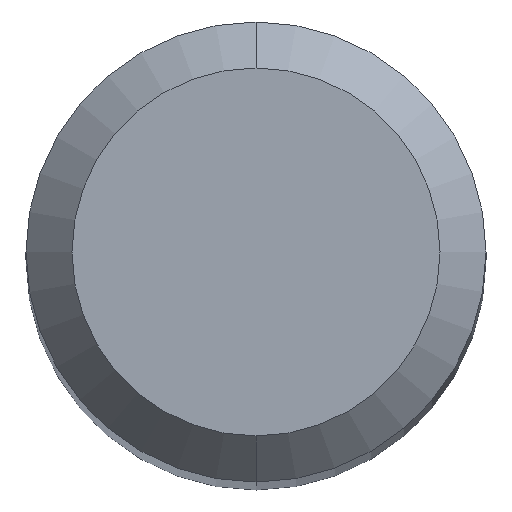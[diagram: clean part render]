
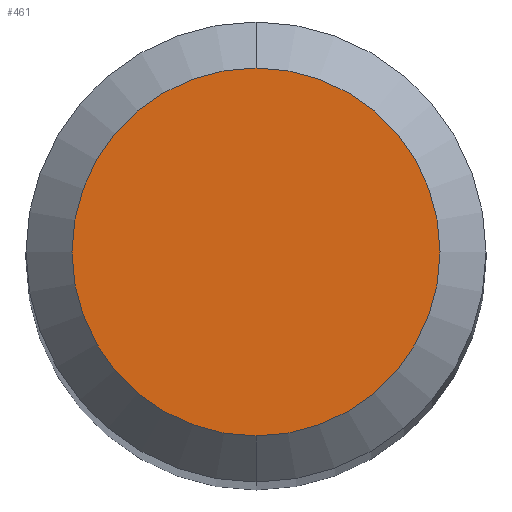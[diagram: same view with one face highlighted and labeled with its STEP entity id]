
A CAD part, top view. The second image highlights one B-rep face of the part: STEP entity #461.
In plain terms, the highlighted planar face has unit normal (0, 0, 1).
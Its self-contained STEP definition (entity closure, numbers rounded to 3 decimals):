
#225=EDGE_CURVE('',#349,#373,#536,.T.);
#271=EDGE_CURVE('',#373,#349,#586,.T.);
#349=VERTEX_POINT('',#670);
#373=VERTEX_POINT('',#697);
#461=ADVANCED_FACE('',(#796),#797,.T.);
#536=CIRCLE('',#895,1.2);
#586=CIRCLE('',#1025,1.2);
#670=CARTESIAN_POINT('',(0.,-1.2,0.0));
#697=CARTESIAN_POINT('',(0.0,1.2,0.0));
#796=FACE_OUTER_BOUND('',#1439,.T.);
#797=PLANE('',#1440);
#895=AXIS2_PLACEMENT_3D('',#1498,#1499,#1500);
#1025=AXIS2_PLACEMENT_3D('',#1549,#1550,#1551);
#1439=EDGE_LOOP('',(#1792,#1793));
#1440=AXIS2_PLACEMENT_3D('',#1794,#1795,#1796);
#1498=CARTESIAN_POINT('',(0.0,0.0,0.0));
#1499=DIRECTION('',(0.0,0.0,-1.0));
#1500=DIRECTION('',(0.0,1.0,0.0));
#1549=CARTESIAN_POINT('',(0.0,0.0,0.0));
#1550=DIRECTION('',(0.0,0.0,-1.0));
#1551=DIRECTION('',(0.0,1.0,0.0));
#1792=ORIENTED_EDGE('',*,*,#271,.F.);
#1793=ORIENTED_EDGE('',*,*,#225,.F.);
#1794=CARTESIAN_POINT('',(0.0,0.6,0.0));
#1795=DIRECTION('',(-0.0,0.0,1.0));
#1796=DIRECTION('',(0.0,-1.0,0.0));
